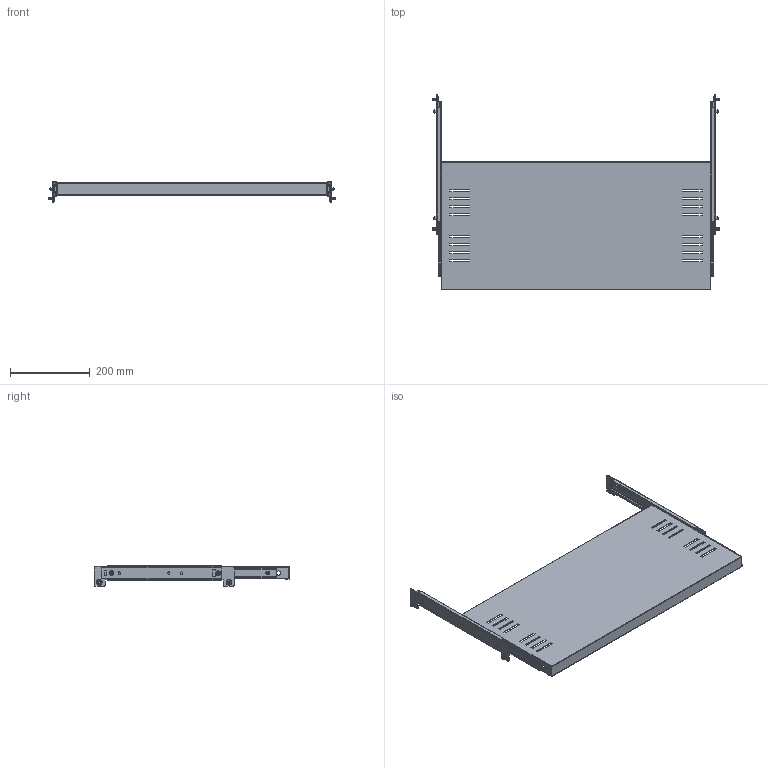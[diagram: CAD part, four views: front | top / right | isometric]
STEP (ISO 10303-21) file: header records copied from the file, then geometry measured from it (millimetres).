
FILE_DESCRIPTION (( 'STEP AP203' ), '1' );
FILE_NAME ('R5RE840.step', '2011-04-18T04:58:58', ( 'User' ), ( 'DKC' ), 'SwSTEP 2.0', 'SolidWorks 2011', '' );
FILE_SCHEMA (( 'CONFIG_CONTROL_DESIGN' ));
Length unit declared in the file: millimetre
Products named in the file (14): R5RE840; Flange Nut M5_Flange Nut M5; Vite M5x10 AC00C274_Vite M5x10 AC00C274; slide assemble_400; Plate1_400; bearing; ball; end-cup; separator; eight; Plate2_400; Rounded head screw with cross slot M6 x 12_ISO 7045 - M6 x 12 - Z --- 12S; Traversine sostegno guide per carrelo_400; Ripiano estraibile_800x400
Assembly tree (48 placements, depth 4):
  R5RE840
    Vite M5x10 AC00C274_Vite M5x10 AC00C274  x8
    Flange Nut M5_Flange Nut M5  x8
    Traversine sostegno guide per carrelo_400  x2
    Rounded head screw with cross slot M6 x 12_ISO 7045 - M6 x 12 - Z --- 12S  x4
    slide assemble_400  x2
      eight
      Plate1_400
      bearing
        ball  x16
        end-cup  x2
        separator
      Plate2_400
    Ripiano estraibile_800x400
Bounding box: 718.64 x 489.4 x 52.01 mm (x, y, z)
Volume: 559755.6 mm3; surface area: 769914.2 mm2
Topology: 67 solids, 67 shells, 4234 faces, 10588 edges, 6420 vertices
Faces by surface type: plane 2030, cylinder 1036, cone 992, sphere 72, torus 56, bspline 48
Entity records: 46764 total; most frequent: CARTESIAN_POINT 7898, DIRECTION 7750, ORIENTED_EDGE 7476, EDGE_CURVE 3738, LINE 2694, VECTOR 2694, AXIS2_PLACEMENT_3D 2528, VERTEX_POINT 2274
